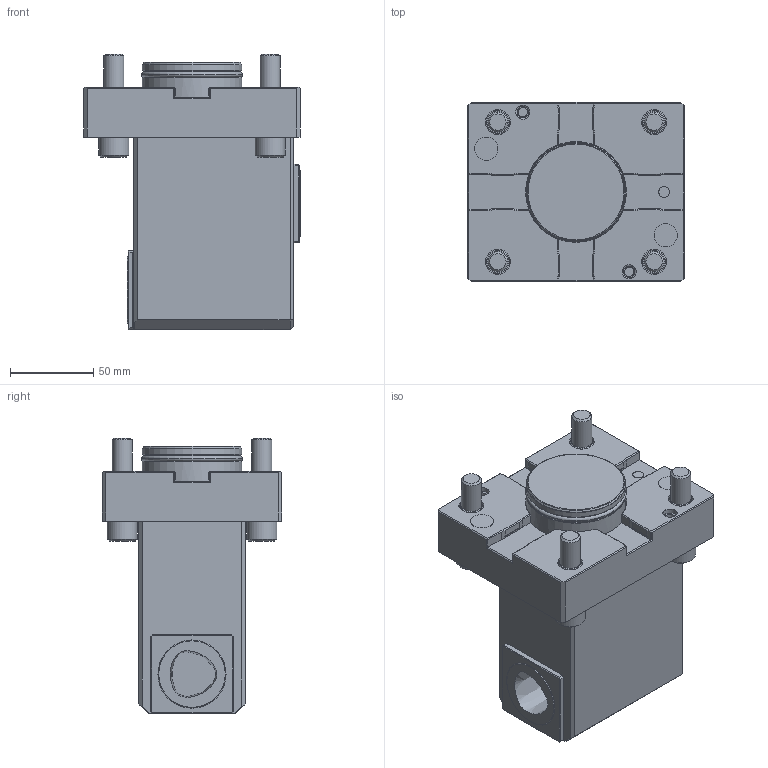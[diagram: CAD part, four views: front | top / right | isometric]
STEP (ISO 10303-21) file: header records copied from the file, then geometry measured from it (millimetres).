
FILE_DESCRIPTION(/* description */ (''),/* implementation_level */ '2;1');
FILE_NAME(/* name */ '1617182014424.stp',/* time_stamp */ '2021-03-31T11:13:41+02:00',/* author */ (''),/* organization */ ('SMS'),/* preprocessor_version */ 'ST-DEVELOPER v16.7',/* originating_system */ 'SIEMENS PLM Software NX 12.0',/* authorisation */ '');
FILE_SCHEMA (('AUTOMOTIVE_DESIGN { 1 0 10303 214 3 1 1 1 }'));
Length unit declared in the file: millimetre
Products named in the file (1): 203457122mod000_00
Bounding box: 130 x 108 x 166 mm (x, y, z)
Volume: 1163221.4 mm3; surface area: 98475.4 mm2
Topology: 1 solids, 2 shells, 347 faces, 827 edges, 526 vertices
Faces by surface type: plane 228, cylinder 60, cone 41, torus 16, bspline 2
Full cylindrical faces by diameter (mm): 2.5 x2, 5.5 x2, 6 x4, 6.647 x1, 6.8 x2, 8.5 x2, 12 x8, 14 x6, 15 x4, 18 x4, 40 x1, 55.2 x1, 59.9 x2, 60.7 x1
Entity records: 9735 total; most frequent: CARTESIAN_POINT 2091, DIRECTION 1572, ORIENTED_EDGE 1436, EDGE_CURVE 718, AXIS2_PLACEMENT_3D 554, VERTEX_POINT 492, LINE 464, VECTOR 464
